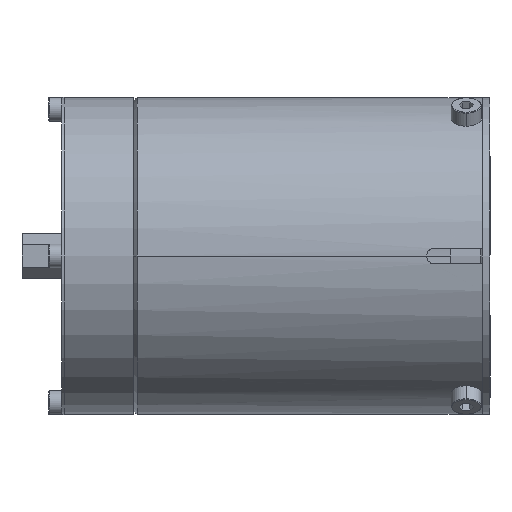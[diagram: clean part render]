
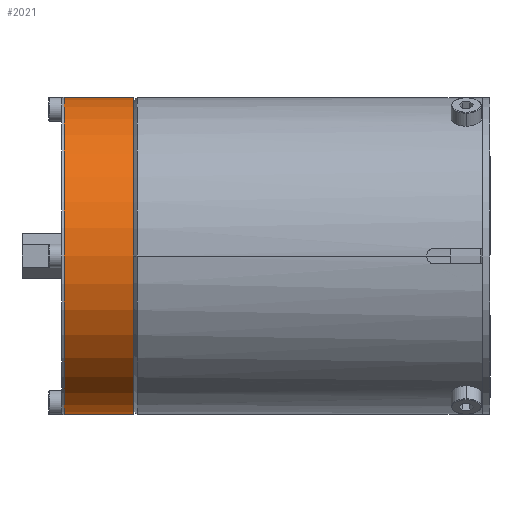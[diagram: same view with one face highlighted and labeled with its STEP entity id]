
A CAD part, left-side view. The second image highlights one B-rep face of the part: STEP entity #2021.
In plain terms, the highlighted cylindrical face has radius 20 mm (diameter 40 mm), a partial arc.
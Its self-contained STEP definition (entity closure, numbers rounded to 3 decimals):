
#15 = EDGE_CURVE ( 'NONE', #980, #5461, #130, .T. ) ;
#38 = CARTESIAN_POINT ( 'NONE',  ( 20., 0., 8.75 ) ) ;
#51 = EDGE_CURVE ( 'NONE', #1935, #980, #3098, .T. ) ;
#130 = LINE ( 'NONE', #4914, #2648 ) ;
#354 = EDGE_CURVE ( 'NONE', #1935, #5476, #5747, .T. ) ;
#605 = EDGE_CURVE ( 'NONE', #5476, #5461, #6354, .T. ) ;
#980 = VERTEX_POINT ( 'NONE', #3187 ) ;
#1462 = VECTOR ( 'NONE', #5543, 1000. ) ;
#1832 = ORIENTED_EDGE ( 'NONE', *, *, #15, .F. ) ;
#1935 = VERTEX_POINT ( 'NONE', #38 ) ;
#2021 = ADVANCED_FACE ( 'NONE', ( #2040 ), #2701, .T. ) ;
#2040 = FACE_OUTER_BOUND ( 'NONE', #5894, .T. ) ;
#2648 = VECTOR ( 'NONE', #4846, 1000. ) ;
#2701 = CYLINDRICAL_SURFACE ( 'NONE', #5538, 20. ) ;
#3098 = CIRCLE ( 'NONE', #5474, 20. ) ;
#3187 = CARTESIAN_POINT ( 'NONE',  ( -20., 0., 8.75 ) ) ;
#3325 = AXIS2_PLACEMENT_3D ( 'NONE', #3767, #3774, #3775 ) ;
#3767 = CARTESIAN_POINT ( 'NONE',  ( 0., 0., 0. ) ) ;
#3774 = DIRECTION ( 'NONE',  ( 0., 0., 1. ) ) ;
#3775 = DIRECTION ( 'NONE',  ( 1., 0., 0. ) ) ;
#4060 = DIRECTION ( 'NONE',  ( -1., 0., 0. ) ) ;
#4213 = CARTESIAN_POINT ( 'NONE',  ( 0., 0., 8.75 ) ) ;
#4309 = CARTESIAN_POINT ( 'NONE',  ( 20., 0., 0. ) ) ;
#4324 = CARTESIAN_POINT ( 'NONE',  ( -20., 0., 0. ) ) ;
#4360 = ORIENTED_EDGE ( 'NONE', *, *, #51, .F. ) ;
#4681 = DIRECTION ( 'NONE',  ( 1., 0., 0. ) ) ;
#4683 = DIRECTION ( 'NONE',  ( 0., 0., 1. ) ) ;
#4687 = CARTESIAN_POINT ( 'NONE',  ( 0., 0., 8.75 ) ) ;
#4846 = DIRECTION ( 'NONE',  ( 0., 0., -1. ) ) ;
#4914 = CARTESIAN_POINT ( 'NONE',  ( -20., 0., 8.75 ) ) ;
#5461 = VERTEX_POINT ( 'NONE', #4324 ) ;
#5474 = AXIS2_PLACEMENT_3D ( 'NONE', #4687, #4683, #4681 ) ;
#5476 = VERTEX_POINT ( 'NONE', #4309 ) ;
#5538 = AXIS2_PLACEMENT_3D ( 'NONE', #4213, #5562, #4060 ) ;
#5543 = DIRECTION ( 'NONE',  ( 0., 0., -1. ) ) ;
#5562 = DIRECTION ( 'NONE',  ( 0., 0., -1. ) ) ;
#5649 = CARTESIAN_POINT ( 'NONE',  ( 20., 0., 8.75 ) ) ;
#5747 = LINE ( 'NONE', #5649, #1462 ) ;
#5894 = EDGE_LOOP ( 'NONE', ( #4360, #6309, #6123, #1832 ) ) ;
#6123 = ORIENTED_EDGE ( 'NONE', *, *, #605, .T. ) ;
#6309 = ORIENTED_EDGE ( 'NONE', *, *, #354, .T. ) ;
#6354 = CIRCLE ( 'NONE', #3325, 20. ) ;
